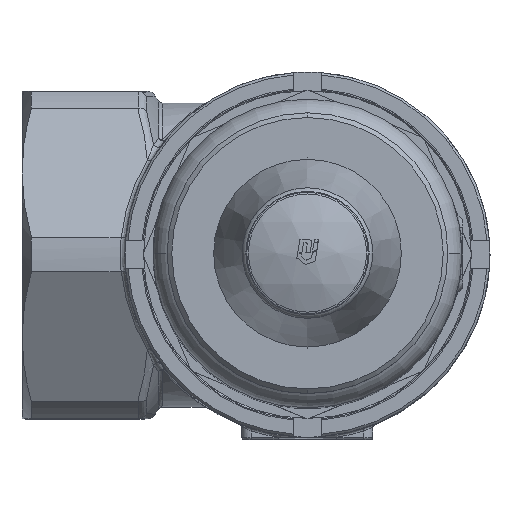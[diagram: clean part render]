
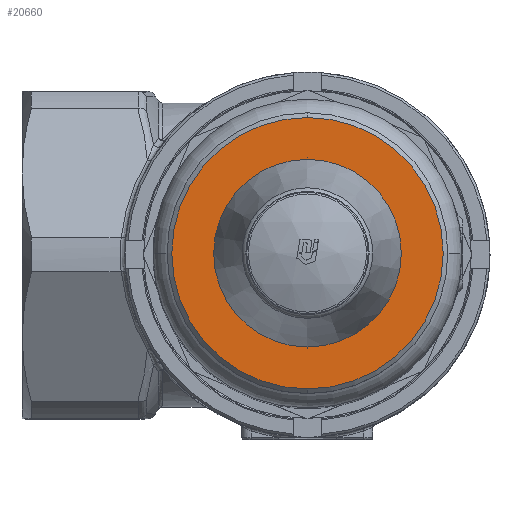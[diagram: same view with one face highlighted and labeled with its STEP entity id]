
A CAD part, top view. The second image highlights one B-rep face of the part: STEP entity #20660.
In plain terms, the highlighted planar face has unit normal (0, 0, 1).
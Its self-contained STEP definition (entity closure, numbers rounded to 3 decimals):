
#20006=CARTESIAN_POINT('',(0.,-29.,238.));
#20007=VERTEX_POINT('',#20006);
#20008=CARTESIAN_POINT('',(0.,29.,238.));
#20009=VERTEX_POINT('',#20008);
#20010=CARTESIAN_POINT('',(0.,0.,238.));
#20011=DIRECTION('',(-0.,0.,1.));
#20012=DIRECTION('',(0.,1.,-0.));
#20013=AXIS2_PLACEMENT_3D('',#20010,#20011,#20012);
#20014=CIRCLE('',#20013,29.);
#20015=EDGE_CURVE('NONE',#20007,#20009,#20014,.T.);
#20311=CARTESIAN_POINT('',(0.,-20.05,238.));
#20312=VERTEX_POINT('',#20311);
#20313=CARTESIAN_POINT('',(0.,20.05,238.));
#20314=VERTEX_POINT('',#20313);
#20315=CARTESIAN_POINT('',(0.,0.,238.));
#20316=DIRECTION('',(0.,-0.,-1.));
#20317=DIRECTION('',(0.,1.,-0.));
#20318=AXIS2_PLACEMENT_3D('',#20315,#20316,#20317);
#20319=CIRCLE('',#20318,20.05);
#20320=EDGE_CURVE('NONE',#20312,#20314,#20319,.T.);
#20635=CARTESIAN_POINT('',(30.,0.,238.));
#20636=DIRECTION('',(0.,0.,1.));
#20637=DIRECTION('',(0.,-1.,0.));
#20638=AXIS2_PLACEMENT_3D('',#20635,#20636,#20637);
#20639=PLANE('',#20638);
#20640=CARTESIAN_POINT('',(0.,0.,238.));
#20641=DIRECTION('',(-0.,0.,1.));
#20642=DIRECTION('',(0.,1.,-0.));
#20643=AXIS2_PLACEMENT_3D('',#20640,#20641,#20642);
#20644=CIRCLE('',#20643,29.);
#20645=EDGE_CURVE('NONE',#20009,#20007,#20644,.T.);
#20646=ORIENTED_EDGE('',*,*,#20645,.T.);
#20647=ORIENTED_EDGE('',*,*,#20015,.T.);
#20648=EDGE_LOOP('',(#20646,#20647));
#20649=FACE_BOUND('',#20648,.T.);
#20650=CARTESIAN_POINT('',(0.,0.,238.));
#20651=DIRECTION('',(0.,-0.,-1.));
#20652=DIRECTION('',(0.,1.,-0.));
#20653=AXIS2_PLACEMENT_3D('',#20650,#20651,#20652);
#20654=CIRCLE('',#20653,20.05);
#20655=EDGE_CURVE('NONE',#20314,#20312,#20654,.T.);
#20656=ORIENTED_EDGE('',*,*,#20655,.T.);
#20657=ORIENTED_EDGE('',*,*,#20320,.T.);
#20658=EDGE_LOOP('',(#20656,#20657));
#20659=FACE_BOUND('',#20658,.T.);
#20660=ADVANCED_FACE('NONE',(#20649,#20659),#20639,.T.);
